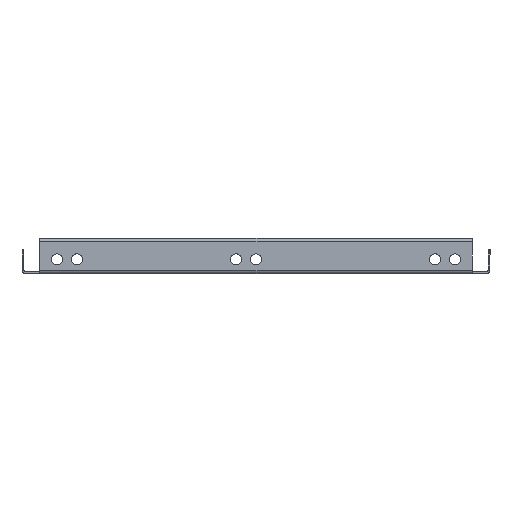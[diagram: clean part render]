
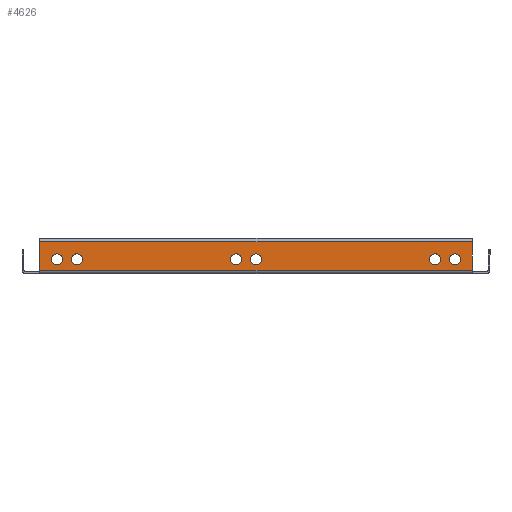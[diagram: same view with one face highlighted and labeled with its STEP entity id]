
A CAD part, left-side view. The second image highlights one B-rep face of the part: STEP entity #4626.
In plain terms, the highlighted planar face has unit normal (-1, 0, 0).
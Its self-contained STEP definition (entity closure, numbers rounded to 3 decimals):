
#11 = CARTESIAN_POINT ( 'NONE',  ( -253.2, 12.5, 7.8 ) ) ;
#12 = ORIENTED_EDGE ( 'NONE', *, *, #5749, .T. ) ;
#29 = DIRECTION ( 'NONE',  ( 1., 0., 0. ) ) ;
#60 = EDGE_CURVE ( 'NONE', #1951, #5663, #3011, .T. ) ;
#85 = VERTEX_POINT ( 'NONE', #3501 ) ;
#97 = VERTEX_POINT ( 'NONE', #5765 ) ;
#278 = CARTESIAN_POINT ( 'NONE',  ( -253.2, 0., 4.35 ) ) ;
#320 = AXIS2_PLACEMENT_3D ( 'NONE', #5535, #5989, #3185 ) ;
#389 = EDGE_CURVE ( 'NONE', #4981, #1951, #3586, .T. ) ;
#390 = DIRECTION ( 'NONE',  ( 0., 1., 0. ) ) ;
#419 = CARTESIAN_POINT ( 'NONE',  ( -253.2, 112.5, 7.8 ) ) ;
#471 = EDGE_LOOP ( 'NONE', ( #4907, #5675, #5546, #2366 ) ) ;
#505 = EDGE_CURVE ( 'NONE', #2798, #97, #2776, .T. ) ;
#616 = CARTESIAN_POINT ( 'NONE',  ( -253.2, -125., 7.8 ) ) ;
#921 = CIRCLE ( 'NONE', #320, 3.45 ) ;
#923 = CARTESIAN_POINT ( 'NONE',  ( -253.2, 112.5, 7.8 ) ) ;
#1013 = VERTEX_POINT ( 'NONE', #2028 ) ;
#1060 = EDGE_LOOP ( 'NONE', ( #2654, #5821 ) ) ;
#1135 = EDGE_LOOP ( 'NONE', ( #5867, #2198 ) ) ;
#1195 = AXIS2_PLACEMENT_3D ( 'NONE', #1509, #2498, #1555 ) ;
#1279 = EDGE_CURVE ( 'NONE', #85, #2945, #921, .T. ) ;
#1333 = DIRECTION ( 'NONE',  ( 0., 0., -1. ) ) ;
#1334 = EDGE_CURVE ( 'NONE', #5663, #4703, #4241, .T. ) ;
#1354 = AXIS2_PLACEMENT_3D ( 'NONE', #2110, #1596, #4914 ) ;
#1395 = AXIS2_PLACEMENT_3D ( 'NONE', #6083, #5961, #5218 ) ;
#1400 = CIRCLE ( 'NONE', #3641, 3.45 ) ;
#1509 = CARTESIAN_POINT ( 'NONE',  ( -253.2, -125., 7.8 ) ) ;
#1527 = ORIENTED_EDGE ( 'NONE', *, *, #5865, .T. ) ;
#1555 = DIRECTION ( 'NONE',  ( 0., 0., -1. ) ) ;
#1575 = CARTESIAN_POINT ( 'NONE',  ( -253.2, 12.5, 7.8 ) ) ;
#1596 = DIRECTION ( 'NONE',  ( 1., 0., 0. ) ) ;
#1729 = DIRECTION ( 'NONE',  ( 1., 0., 0. ) ) ;
#1735 = CARTESIAN_POINT ( 'NONE',  ( -253.2, 0., 1. ) ) ;
#1739 = VECTOR ( 'NONE', #3340, 1000. ) ;
#1842 = EDGE_CURVE ( 'NONE', #3321, #5376, #5629, .T. ) ;
#1861 = DIRECTION ( 'NONE',  ( 0., 0., -1. ) ) ;
#1903 = CARTESIAN_POINT ( 'NONE',  ( -253.2, 135.8, 0. ) ) ;
#1923 = EDGE_CURVE ( 'NONE', #3792, #2497, #3201, .T. ) ;
#1932 = DIRECTION ( 'NONE',  ( 1., 0., 0. ) ) ;
#1951 = VERTEX_POINT ( 'NONE', #3775 ) ;
#2028 = CARTESIAN_POINT ( 'NONE',  ( -253.2, -125., 4.35 ) ) ;
#2044 = CIRCLE ( 'NONE', #1354, 3.45 ) ;
#2057 = CIRCLE ( 'NONE', #2363, 3.45 ) ;
#2059 = CIRCLE ( 'NONE', #4920, 3.45 ) ;
#2076 = EDGE_LOOP ( 'NONE', ( #12, #5424 ) ) ;
#2110 = CARTESIAN_POINT ( 'NONE',  ( -253.2, 125., 7.8 ) ) ;
#2198 = ORIENTED_EDGE ( 'NONE', *, *, #5328, .T. ) ;
#2255 = VECTOR ( 'NONE', #3720, 1000. ) ;
#2326 = DIRECTION ( 'NONE',  ( 0., 0., -1. ) ) ;
#2350 = VECTOR ( 'NONE', #390, 1000. ) ;
#2363 = AXIS2_PLACEMENT_3D ( 'NONE', #2370, #29, #2326 ) ;
#2366 = ORIENTED_EDGE ( 'NONE', *, *, #389, .T. ) ;
#2370 = CARTESIAN_POINT ( 'NONE',  ( -253.2, 0., 7.8 ) ) ;
#2402 = LINE ( 'NONE', #5033, #3051 ) ;
#2426 = VERTEX_POINT ( 'NONE', #2629 ) ;
#2446 = AXIS2_PLACEMENT_3D ( 'NONE', #3991, #4471, #3918 ) ;
#2497 = VERTEX_POINT ( 'NONE', #2707 ) ;
#2498 = DIRECTION ( 'NONE',  ( 1., 0., 0. ) ) ;
#2506 = CIRCLE ( 'NONE', #4489, 3.45 ) ;
#2547 = EDGE_CURVE ( 'NONE', #4703, #4981, #2402, .T. ) ;
#2629 = CARTESIAN_POINT ( 'NONE',  ( -253.2, 0., 11.25 ) ) ;
#2654 = ORIENTED_EDGE ( 'NONE', *, *, #505, .T. ) ;
#2707 = CARTESIAN_POINT ( 'NONE',  ( -253.2, 112.5, 11.25 ) ) ;
#2776 = CIRCLE ( 'NONE', #5096, 3.45 ) ;
#2782 = DIRECTION ( 'NONE',  ( 0., 0., -1. ) ) ;
#2798 = VERTEX_POINT ( 'NONE', #3936 ) ;
#2806 = CIRCLE ( 'NONE', #2446, 3.45 ) ;
#2819 = AXIS2_PLACEMENT_3D ( 'NONE', #5527, #5558, #1333 ) ;
#2885 = EDGE_LOOP ( 'NONE', ( #4367, #1527 ) ) ;
#2943 = CARTESIAN_POINT ( 'NONE',  ( -253.2, 112.5, 4.35 ) ) ;
#2945 = VERTEX_POINT ( 'NONE', #3525 ) ;
#3011 = LINE ( 'NONE', #1903, #1739 ) ;
#3016 = DIRECTION ( 'NONE',  ( 0., 0., -1. ) ) ;
#3033 = CARTESIAN_POINT ( 'NONE',  ( -253.2, -112.5, 4.35 ) ) ;
#3051 = VECTOR ( 'NONE', #5500, 1000. ) ;
#3185 = DIRECTION ( 'NONE',  ( 0., 0., -1. ) ) ;
#3201 = CIRCLE ( 'NONE', #4599, 3.45 ) ;
#3219 = CARTESIAN_POINT ( 'NONE',  ( -253.2, 0., 18.8 ) ) ;
#3230 = DIRECTION ( 'NONE',  ( 1., 0., 0. ) ) ;
#3250 = FACE_OUTER_BOUND ( 'NONE', #471, .T. ) ;
#3321 = VERTEX_POINT ( 'NONE', #3033 ) ;
#3322 = CARTESIAN_POINT ( 'NONE',  ( -253.2, -135.8, 1. ) ) ;
#3340 = DIRECTION ( 'NONE',  ( 0., 0., -1. ) ) ;
#3501 = CARTESIAN_POINT ( 'NONE',  ( -253.2, 125., 11.25 ) ) ;
#3510 = ORIENTED_EDGE ( 'NONE', *, *, #4217, .T. ) ;
#3525 = CARTESIAN_POINT ( 'NONE',  ( -253.2, 125., 4.35 ) ) ;
#3586 = LINE ( 'NONE', #3219, #2350 ) ;
#3641 = AXIS2_PLACEMENT_3D ( 'NONE', #1575, #4873, #5400 ) ;
#3720 = DIRECTION ( 'NONE',  ( 0., -1., 0. ) ) ;
#3748 = EDGE_CURVE ( 'NONE', #1013, #4557, #5739, .T. ) ;
#3775 = CARTESIAN_POINT ( 'NONE',  ( -253.2, 135.8, 18.8 ) ) ;
#3792 = VERTEX_POINT ( 'NONE', #2943 ) ;
#3844 = CARTESIAN_POINT ( 'NONE',  ( -253.2, 135.8, 1. ) ) ;
#3860 = EDGE_CURVE ( 'NONE', #97, #2798, #1400, .T. ) ;
#3909 = ORIENTED_EDGE ( 'NONE', *, *, #4739, .T. ) ;
#3918 = DIRECTION ( 'NONE',  ( 0., 0., -1. ) ) ;
#3936 = CARTESIAN_POINT ( 'NONE',  ( -253.2, 12.5, 4.35 ) ) ;
#3975 = EDGE_LOOP ( 'NONE', ( #5211, #4649 ) ) ;
#3991 = CARTESIAN_POINT ( 'NONE',  ( -253.2, 0., 7.8 ) ) ;
#4138 = CARTESIAN_POINT ( 'NONE',  ( -253.2, -112.5, 11.25 ) ) ;
#4141 = CARTESIAN_POINT ( 'NONE',  ( -253.2, -125., 11.25 ) ) ;
#4196 = FACE_BOUND ( 'NONE', #2885, .T. ) ;
#4205 = FACE_BOUND ( 'NONE', #1135, .T. ) ;
#4217 = EDGE_CURVE ( 'NONE', #2426, #4974, #2057, .T. ) ;
#4241 = LINE ( 'NONE', #1735, #2255 ) ;
#4367 = ORIENTED_EDGE ( 'NONE', *, *, #1842, .T. ) ;
#4471 = DIRECTION ( 'NONE',  ( 1., 0., 0. ) ) ;
#4489 = AXIS2_PLACEMENT_3D ( 'NONE', #5441, #1729, #5986 ) ;
#4557 = VERTEX_POINT ( 'NONE', #4141 ) ;
#4599 = AXIS2_PLACEMENT_3D ( 'NONE', #923, #6115, #1861 ) ;
#4626 = ADVANCED_FACE ( 'NONE', ( #5316, #5088, #4796, #4196, #4205, #5597, #3250 ), #6057, .T. ) ;
#4649 = ORIENTED_EDGE ( 'NONE', *, *, #5011, .T. ) ;
#4703 = VERTEX_POINT ( 'NONE', #3322 ) ;
#4739 = EDGE_CURVE ( 'NONE', #4974, #2426, #2806, .T. ) ;
#4796 = FACE_BOUND ( 'NONE', #2076, .T. ) ;
#4873 = DIRECTION ( 'NONE',  ( 1., 0., 0. ) ) ;
#4907 = ORIENTED_EDGE ( 'NONE', *, *, #60, .T. ) ;
#4914 = DIRECTION ( 'NONE',  ( 0., 0., -1. ) ) ;
#4920 = AXIS2_PLACEMENT_3D ( 'NONE', #616, #5354, #3016 ) ;
#4933 = EDGE_LOOP ( 'NONE', ( #3909, #3510 ) ) ;
#4974 = VERTEX_POINT ( 'NONE', #278 ) ;
#4981 = VERTEX_POINT ( 'NONE', #5898 ) ;
#5011 = EDGE_CURVE ( 'NONE', #4557, #1013, #2059, .T. ) ;
#5033 = CARTESIAN_POINT ( 'NONE',  ( -253.2, -135.8, 0. ) ) ;
#5088 = FACE_BOUND ( 'NONE', #4933, .T. ) ;
#5096 = AXIS2_PLACEMENT_3D ( 'NONE', #11, #1932, #5735 ) ;
#5211 = ORIENTED_EDGE ( 'NONE', *, *, #3748, .T. ) ;
#5218 = DIRECTION ( 'NONE',  ( 0., 0., 1. ) ) ;
#5316 = FACE_BOUND ( 'NONE', #1060, .T. ) ;
#5328 = EDGE_CURVE ( 'NONE', #2497, #3792, #5443, .T. ) ;
#5354 = DIRECTION ( 'NONE',  ( 1., 0., 0. ) ) ;
#5376 = VERTEX_POINT ( 'NONE', #4138 ) ;
#5400 = DIRECTION ( 'NONE',  ( 0., 0., -1. ) ) ;
#5424 = ORIENTED_EDGE ( 'NONE', *, *, #1279, .T. ) ;
#5441 = CARTESIAN_POINT ( 'NONE',  ( -253.2, -112.5, 7.8 ) ) ;
#5443 = CIRCLE ( 'NONE', #6091, 3.45 ) ;
#5500 = DIRECTION ( 'NONE',  ( 0., 0., 1. ) ) ;
#5527 = CARTESIAN_POINT ( 'NONE',  ( -253.2, -112.5, 7.8 ) ) ;
#5535 = CARTESIAN_POINT ( 'NONE',  ( -253.2, 125., 7.8 ) ) ;
#5546 = ORIENTED_EDGE ( 'NONE', *, *, #2547, .T. ) ;
#5558 = DIRECTION ( 'NONE',  ( 1., 0., 0. ) ) ;
#5597 = FACE_BOUND ( 'NONE', #3975, .T. ) ;
#5629 = CIRCLE ( 'NONE', #2819, 3.45 ) ;
#5663 = VERTEX_POINT ( 'NONE', #3844 ) ;
#5675 = ORIENTED_EDGE ( 'NONE', *, *, #1334, .T. ) ;
#5735 = DIRECTION ( 'NONE',  ( 0., 0., -1. ) ) ;
#5739 = CIRCLE ( 'NONE', #1195, 3.45 ) ;
#5749 = EDGE_CURVE ( 'NONE', #2945, #85, #2044, .T. ) ;
#5765 = CARTESIAN_POINT ( 'NONE',  ( -253.2, 12.5, 11.25 ) ) ;
#5821 = ORIENTED_EDGE ( 'NONE', *, *, #3860, .T. ) ;
#5865 = EDGE_CURVE ( 'NONE', #5376, #3321, #2506, .T. ) ;
#5867 = ORIENTED_EDGE ( 'NONE', *, *, #1923, .T. ) ;
#5898 = CARTESIAN_POINT ( 'NONE',  ( -253.2, -135.8, 18.8 ) ) ;
#5961 = DIRECTION ( 'NONE',  ( -1., 0., 0. ) ) ;
#5986 = DIRECTION ( 'NONE',  ( 0., 0., -1. ) ) ;
#5989 = DIRECTION ( 'NONE',  ( 1., 0., 0. ) ) ;
#6057 = PLANE ( 'NONE',  #1395 ) ;
#6083 = CARTESIAN_POINT ( 'NONE',  ( -253.2, 0., 0. ) ) ;
#6091 = AXIS2_PLACEMENT_3D ( 'NONE', #419, #3230, #2782 ) ;
#6115 = DIRECTION ( 'NONE',  ( 1., 0., 0. ) ) ;
